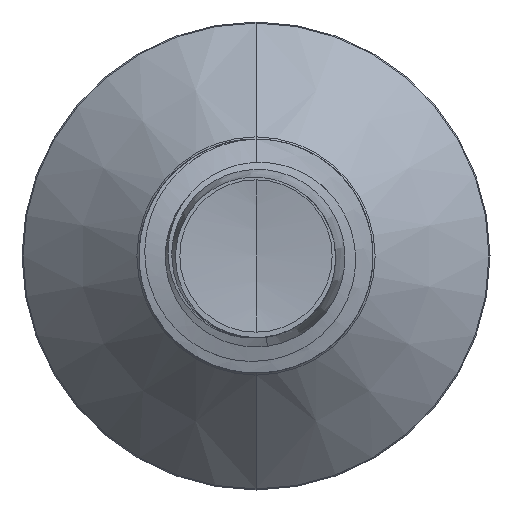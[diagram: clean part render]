
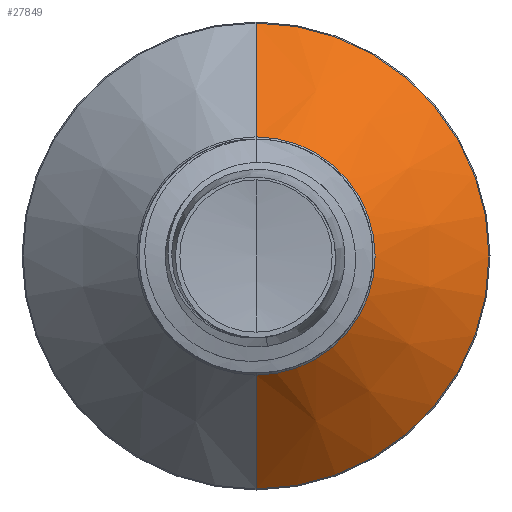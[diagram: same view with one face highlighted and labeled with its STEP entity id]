
A CAD part, front view. The second image highlights one B-rep face of the part: STEP entity #27849.
In plain terms, the highlighted conical face has half-angle 45 degrees and reference radius 1.782 mm.
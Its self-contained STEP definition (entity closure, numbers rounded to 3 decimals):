
#290 = LINE ( 'NONE', #23396, #21428 ) ;
#716 = ORIENTED_EDGE ( 'NONE', *, *, #31652, .T. ) ;
#2798 = VERTEX_POINT ( 'NONE', #21468 ) ;
#3707 = CARTESIAN_POINT ( 'NONE',  ( 0., 15.335, 0. ) ) ;
#6431 = DIRECTION ( 'NONE',  ( 0., 0., 1. ) ) ;
#6579 = CONICAL_SURFACE ( 'NONE', #13843, 1.782, 0.785 ) ;
#6697 = CARTESIAN_POINT ( 'NONE',  ( 0., 13.632, 1.782 ) ) ;
#6899 = DIRECTION ( 'NONE',  ( 0., 1., 0. ) ) ;
#8319 = VECTOR ( 'NONE', #17516, 1000. ) ;
#8743 = ORIENTED_EDGE ( 'NONE', *, *, #19839, .T. ) ;
#13843 = AXIS2_PLACEMENT_3D ( 'NONE', #14262, #15169, #31109 ) ;
#14217 = CIRCLE ( 'NONE', #31990, 3.485 ) ;
#14262 = CARTESIAN_POINT ( 'NONE',  ( 0., 13.632, 0. ) ) ;
#14586 = FACE_OUTER_BOUND ( 'NONE', #31208, .T. ) ;
#15169 = DIRECTION ( 'NONE',  ( 0., 1., 0. ) ) ;
#15446 = LINE ( 'NONE', #6697, #8319 ) ;
#16727 = ORIENTED_EDGE ( 'NONE', *, *, #18181, .F. ) ;
#17516 = DIRECTION ( 'NONE',  ( 0., 0.707, 0.707 ) ) ;
#17607 = CARTESIAN_POINT ( 'NONE',  ( 0., 15.335, -3.485 ) ) ;
#18181 = EDGE_CURVE ( 'NONE', #27271, #31532, #14217, .T. ) ;
#18429 = ORIENTED_EDGE ( 'NONE', *, *, #19587, .F. ) ;
#19577 = VERTEX_POINT ( 'NONE', #20112 ) ;
#19587 = EDGE_CURVE ( 'NONE', #19577, #27271, #15446, .T. ) ;
#19839 = EDGE_CURVE ( 'NONE', #2798, #31532, #290, .T. ) ;
#20112 = CARTESIAN_POINT ( 'NONE',  ( 0., 13.632, 1.782 ) ) ;
#21428 = VECTOR ( 'NONE', #34375, 1000. ) ;
#21468 = CARTESIAN_POINT ( 'NONE',  ( 0., 13.632, -1.782 ) ) ;
#22534 = DIRECTION ( 'NONE',  ( 0., 1., 0. ) ) ;
#22628 = AXIS2_PLACEMENT_3D ( 'NONE', #23012, #6899, #25807 ) ;
#23012 = CARTESIAN_POINT ( 'NONE',  ( 0., 13.632, 0. ) ) ;
#23396 = CARTESIAN_POINT ( 'NONE',  ( 0., 13.632, -1.782 ) ) ;
#23673 = CIRCLE ( 'NONE', #22628, 1.782 ) ;
#25807 = DIRECTION ( 'NONE',  ( 0., 0., 1. ) ) ;
#27271 = VERTEX_POINT ( 'NONE', #32449 ) ;
#27849 = ADVANCED_FACE ( 'NONE', ( #14586 ), #6579, .T. ) ;
#31109 = DIRECTION ( 'NONE',  ( 0., 0., 1. ) ) ;
#31208 = EDGE_LOOP ( 'NONE', ( #716, #8743, #16727, #18429 ) ) ;
#31532 = VERTEX_POINT ( 'NONE', #17607 ) ;
#31652 = EDGE_CURVE ( 'NONE', #19577, #2798, #23673, .T. ) ;
#31990 = AXIS2_PLACEMENT_3D ( 'NONE', #3707, #22534, #6431 ) ;
#32449 = CARTESIAN_POINT ( 'NONE',  ( 0., 15.335, 3.485 ) ) ;
#34375 = DIRECTION ( 'NONE',  ( 0., 0.707, -0.707 ) ) ;
